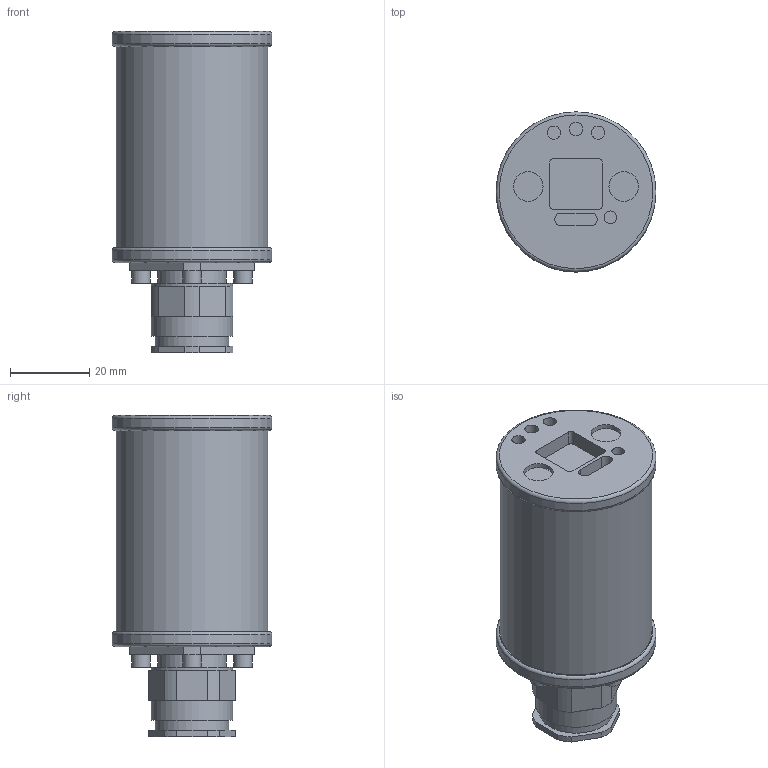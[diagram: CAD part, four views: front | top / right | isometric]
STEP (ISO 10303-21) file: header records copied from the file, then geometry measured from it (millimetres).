
FILE_DESCRIPTION(/* description */ (''),/* implementation_level */ '2;1');
FILE_NAME(/* name */ 'LB478_479_480_TYPE-N_Male.step',/* time_stamp */ '2022-06-28T16:05:17-06:00',/* author */ (''),/* organization */ (''),/* preprocessor_version */ 'ST-DEVELOPER v19',/* originating_system */ 'Autodesk Translation Framework v11.7.0.108',/* authorisation */ '');
FILE_SCHEMA (('AUTOMOTIVE_DESIGN { 1 0 10303 214 3 1 1 }'));
Length unit declared in the file: inch
Products named in the file (2): LB479; TYPE_N
Assembly tree (1 placements, depth 2):
  LB479
    TYPE_N
Bounding box: 40.44 x 40.44 x 81.15 mm (x, y, z)
Volume: 75322.6 mm3; surface area: 13832.4 mm2
Topology: 2 solids, 2 shells, 127 faces, 280 edges, 186 vertices
Faces by surface type: plane 79, cylinder 44, torus 4
Full cylindrical faces by diameter (mm): 3.175 x1, 3.2 x4, 3.354 x2, 3.365 x1, 4.572 x4, 7.493 x2, 16.129 x1, 17.399 x1, 18.542 x1, 20.574 x2, 38.354 x1, 40.437 x2
Entity records: 3572 total; most frequent: DIRECTION 638, CARTESIAN_POINT 596, ORIENTED_EDGE 560, EDGE_CURVE 280, AXIS2_PLACEMENT_3D 228, VERTEX_POINT 186, LINE 182, VECTOR 182
